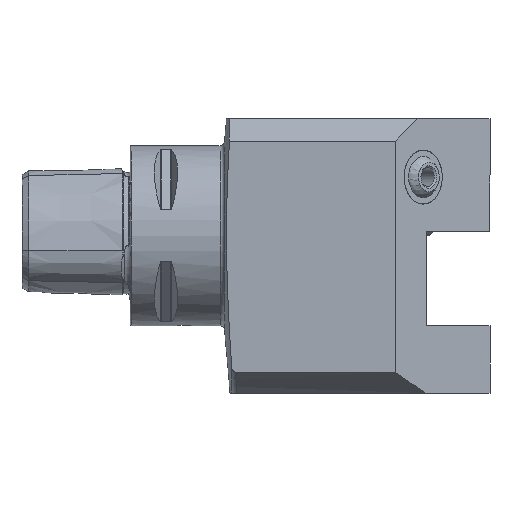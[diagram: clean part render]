
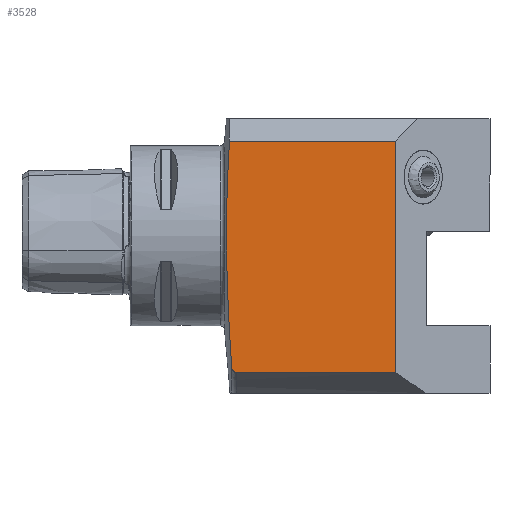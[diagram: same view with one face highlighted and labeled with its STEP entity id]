
A CAD part, top view. The second image highlights one B-rep face of the part: STEP entity #3528.
In plain terms, the highlighted planar face has unit normal (0, 0, 1).
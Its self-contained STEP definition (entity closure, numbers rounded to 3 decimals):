
#19 = LINE ( 'NONE', #79, #546 ) ;
#79 = CARTESIAN_POINT ( 'NONE',  ( 101.924, -30.397, 26. ) ) ;
#95 = B_SPLINE_CURVE_WITH_KNOTS ( 'NONE', 3,
 ( #852, #2378, #3483, #1219, #3869, #501, #530, #1272, #3897, #895 ),
 .UNSPECIFIED., .F., .F.,
 ( 4, 2, 2, 2, 4 ),
 ( 0.037, 0.05, 0.062, 0.075, 0.087 ),
 .UNSPECIFIED. ) ;
#460 = DIRECTION ( 'NONE',  ( -1., 0., 0. ) ) ;
#501 = CARTESIAN_POINT ( 'NONE',  ( 21.412, 0.076, 26. ) ) ;
#530 = CARTESIAN_POINT ( 'NONE',  ( 21.445, 4.261, 26. ) ) ;
#536 = CARTESIAN_POINT ( 'NONE',  ( 22.691, -29.755, 26. ) ) ;
#546 = VECTOR ( 'NONE', #460, 1000. ) ;
#565 = ORIENTED_EDGE ( 'NONE', *, *, #3733, .F. ) ;
#795 = CARTESIAN_POINT ( 'NONE',  ( 23.295, -30.355, 26. ) ) ;
#832 = LINE ( 'NONE', #4164, #1413 ) ;
#848 = ORIENTED_EDGE ( 'NONE', *, *, #3675, .F. ) ;
#852 = CARTESIAN_POINT ( 'NONE',  ( 22.586, -29.186, 26. ) ) ;
#895 = CARTESIAN_POINT ( 'NONE',  ( 22.091, 21., 26. ) ) ;
#984 = CARTESIAN_POINT ( 'NONE',  ( 59., 21., 26. ) ) ;
#1219 = CARTESIAN_POINT ( 'NONE',  ( 21.671, -12.47, 26. ) ) ;
#1244 = CARTESIAN_POINT ( 'NONE',  ( 22.605, -29.471, 26. ) ) ;
#1272 = CARTESIAN_POINT ( 'NONE',  ( 21.672, 12.635, 26. ) ) ;
#1334 = CARTESIAN_POINT ( 'NONE',  ( 23.582, -30.397, 26. ) ) ;
#1365 = DIRECTION ( 'NONE',  ( 0., 0., 1. ) ) ;
#1399 = DIRECTION ( 'NONE',  ( 0., -1., 0. ) ) ;
#1413 = VECTOR ( 'NONE', #3454, 1000. ) ;
#1534 = FACE_OUTER_BOUND ( 'NONE', #3125, .T. ) ;
#1791 = PLANE ( 'NONE',  #4470 ) ;
#1823 = EDGE_CURVE ( 'NONE', #2453, #3867, #2428, .T. ) ;
#1899 = ORIENTED_EDGE ( 'NONE', *, *, #3319, .F. ) ;
#1912 = CARTESIAN_POINT ( 'NONE',  ( 23.048, -30.208, 26. ) ) ;
#2336 = CARTESIAN_POINT ( 'NONE',  ( 22.586, -29.186, 26. ) ) ;
#2378 = CARTESIAN_POINT ( 'NONE',  ( 22.313, -25.008, 26. ) ) ;
#2417 = ORIENTED_EDGE ( 'NONE', *, *, #1823, .F. ) ;
#2428 = LINE ( 'NONE', #4383, #3858 ) ;
#2453 = VERTEX_POINT ( 'NONE', #3933 ) ;
#2476 = VERTEX_POINT ( 'NONE', #3983 ) ;
#2649 = CARTESIAN_POINT ( 'NONE',  ( 23.582, -30.397, 26. ) ) ;
#2814 = ORIENTED_EDGE ( 'NONE', *, *, #4087, .T. ) ;
#2824 = DIRECTION ( 'NONE',  ( 1., 0., 0. ) ) ;
#3043 = CARTESIAN_POINT ( 'NONE',  ( 23.438, -30.397, 26. ) ) ;
#3125 = EDGE_LOOP ( 'NONE', ( #2814, #2417, #1899, #565, #848 ) ) ;
#3319 = EDGE_CURVE ( 'NONE', #2476, #2453, #95, .T. ) ;
#3454 = DIRECTION ( 'NONE',  ( 0., 1., 0. ) ) ;
#3483 = CARTESIAN_POINT ( 'NONE',  ( 22.065, -20.83, 26. ) ) ;
#3528 = ADVANCED_FACE ( 'NONE', ( #1534 ), #1791, .T. ) ;
#3633 = CARTESIAN_POINT ( 'NONE',  ( -24., 21., 26. ) ) ;
#3675 = EDGE_CURVE ( 'NONE', #4684, #4662, #19, .T. ) ;
#3733 = EDGE_CURVE ( 'NONE', #4662, #2476, #3901, .T. ) ;
#3858 = VECTOR ( 'NONE', #2824, 1000. ) ;
#3867 = VERTEX_POINT ( 'NONE', #984 ) ;
#3869 = CARTESIAN_POINT ( 'NONE',  ( 21.527, -8.29, 26. ) ) ;
#3897 = CARTESIAN_POINT ( 'NONE',  ( 21.861, 16.82, 26. ) ) ;
#3901 = B_SPLINE_CURVE_WITH_KNOTS ( 'NONE', 3,
 ( #2649, #3043, #795, #1912, #4551, #536, #1244, #2336 ),
 .UNSPECIFIED., .F., .F.,
 ( 4, 2, 2, 4 ),
 ( 0.007, 0.007, 0.008, 0.009 ),
 .UNSPECIFIED. ) ;
#3933 = CARTESIAN_POINT ( 'NONE',  ( 22.091, 21., 26. ) ) ;
#3983 = CARTESIAN_POINT ( 'NONE',  ( 22.586, -29.186, 26. ) ) ;
#3993 = CARTESIAN_POINT ( 'NONE',  ( 59., -30.397, 26. ) ) ;
#4087 = EDGE_CURVE ( 'NONE', #4684, #3867, #832, .T. ) ;
#4164 = CARTESIAN_POINT ( 'NONE',  ( 59., -35., 26. ) ) ;
#4383 = CARTESIAN_POINT ( 'NONE',  ( -24., 21., 26. ) ) ;
#4470 = AXIS2_PLACEMENT_3D ( 'NONE', #3633, #1365, #1399 ) ;
#4551 = CARTESIAN_POINT ( 'NONE',  ( 22.944, -30.106, 26. ) ) ;
#4662 = VERTEX_POINT ( 'NONE', #1334 ) ;
#4684 = VERTEX_POINT ( 'NONE', #3993 ) ;
